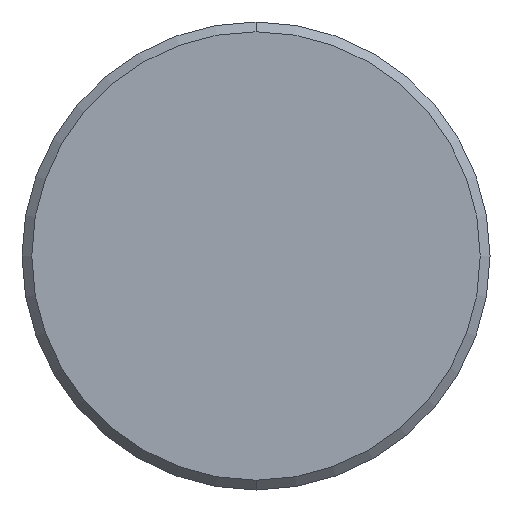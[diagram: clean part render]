
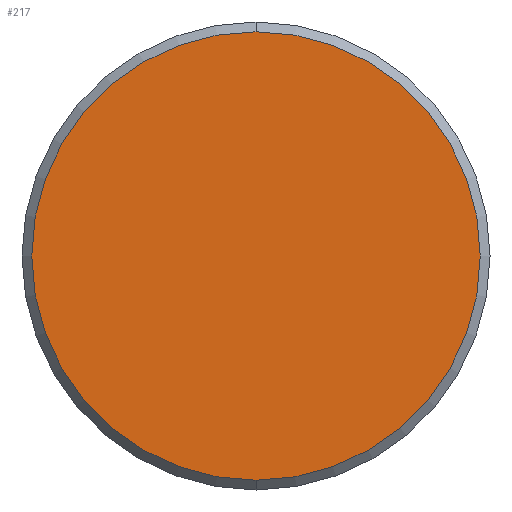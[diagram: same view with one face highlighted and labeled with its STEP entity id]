
A CAD part, front view. The second image highlights one B-rep face of the part: STEP entity #217.
In plain terms, the highlighted planar face has unit normal (0, -1, 0).
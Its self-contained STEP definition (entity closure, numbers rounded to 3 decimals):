
#9 = DIRECTION ( 'NONE',  ( 0., -1., 0. ) ) ;
#11 = DIRECTION ( 'NONE',  ( 0., 0., 1. ) ) ;
#12 = DIRECTION ( 'NONE',  ( 0., 1., 0. ) ) ;
#26 = CIRCLE ( 'NONE', #97, 2.875 ) ;
#39 = VERTEX_POINT ( 'NONE', #201 ) ;
#55 = EDGE_CURVE ( 'NONE', #39, #272, #26, .T. ) ;
#62 = CARTESIAN_POINT ( 'NONE',  ( 0., 0., 0. ) ) ;
#64 = PLANE ( 'NONE',  #137 ) ;
#97 = AXIS2_PLACEMENT_3D ( 'NONE', #243, #203, #184 ) ;
#109 = EDGE_LOOP ( 'NONE', ( #233, #139 ) ) ;
#131 = FACE_OUTER_BOUND ( 'NONE', #109, .T. ) ;
#137 = AXIS2_PLACEMENT_3D ( 'NONE', #267, #12, #11 ) ;
#139 = ORIENTED_EDGE ( 'NONE', *, *, #173, .T. ) ;
#158 = CIRCLE ( 'NONE', #183, 2.875 ) ;
#173 = EDGE_CURVE ( 'NONE', #272, #39, #158, .T. ) ;
#183 = AXIS2_PLACEMENT_3D ( 'NONE', #62, #9, #246 ) ;
#184 = DIRECTION ( 'NONE',  ( 0., 0., 1. ) ) ;
#201 = CARTESIAN_POINT ( 'NONE',  ( 0., 0., 2.875 ) ) ;
#203 = DIRECTION ( 'NONE',  ( 0., -1., 0. ) ) ;
#217 = ADVANCED_FACE ( 'NONE', ( #131 ), #64, .F. ) ;
#233 = ORIENTED_EDGE ( 'NONE', *, *, #55, .T. ) ;
#243 = CARTESIAN_POINT ( 'NONE',  ( 0., 0., 0. ) ) ;
#245 = CARTESIAN_POINT ( 'NONE',  ( 0., 0., -2.875 ) ) ;
#246 = DIRECTION ( 'NONE',  ( 0., 0., 1. ) ) ;
#267 = CARTESIAN_POINT ( 'NONE',  ( 0., 0., 0. ) ) ;
#272 = VERTEX_POINT ( 'NONE', #245 ) ;
